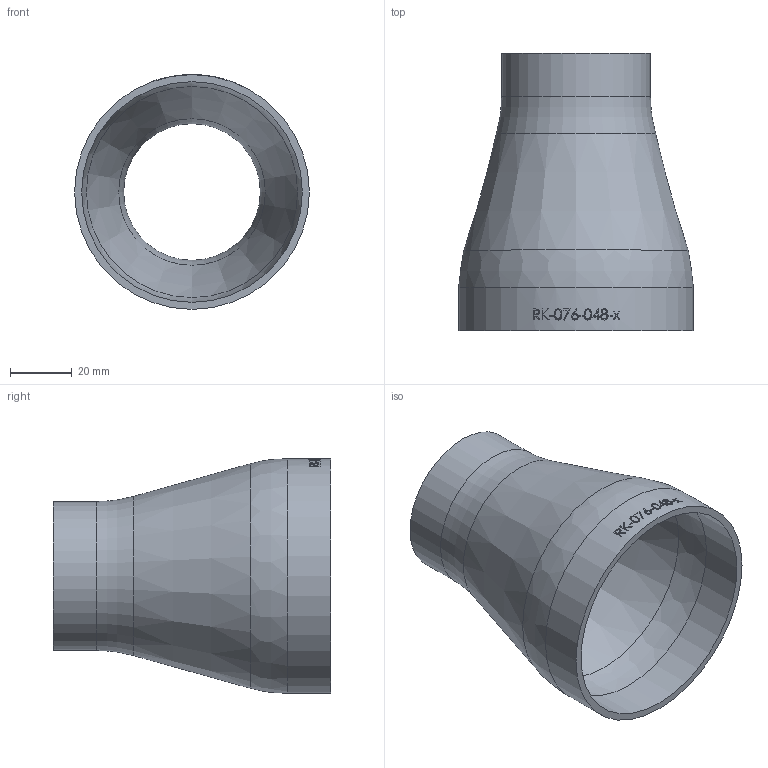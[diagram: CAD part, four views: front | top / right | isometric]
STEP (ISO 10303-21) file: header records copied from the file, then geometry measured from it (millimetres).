
FILE_DESCRIPTION (( 'STEP AP214' ), '1' );
FILE_NAME ('RK-076-048-x Reduzierung 76,1x48,3x2,3x2,0 BL90 1909.STEP', '2019-09-09T14:20:21', ( '' ), ( '' ), 'SwSTEP 2.0', 'SolidWorks 2016', '' );
FILE_SCHEMA (( 'AUTOMOTIVE_DESIGN' ));
Length unit declared in the file: millimetre
Products named in the file (1): RK-076-048-x Reduzierung 76,1x48,3x2,3x2,0 BL90 1909
Bounding box: 76.1 x 90 x 76.1 mm (x, y, z)
Volume: 37561.2 mm3; surface area: 35413.5 mm2
Topology: 1 solids, 1 shells, 148 faces, 373 edges, 246 vertices
Faces by surface type: bspline 72, plane 47, cylinder 23, torus 4, cone 2
Full cylindrical faces by diameter (mm): 44.3 x1, 48.3 x1, 71.5 x1, 76.1 x1
Entity records: 14653 total; most frequent: CARTESIAN_POINT 10279, ORIENTED_EDGE 726, EDGE_CURVE 363, DIRECTION 354, VERTEX_POINT 246, B_SPLINE_CURVE_WITH_KNOTS 229, EDGE_LOOP 179, FACE_OUTER_BOUND 156
